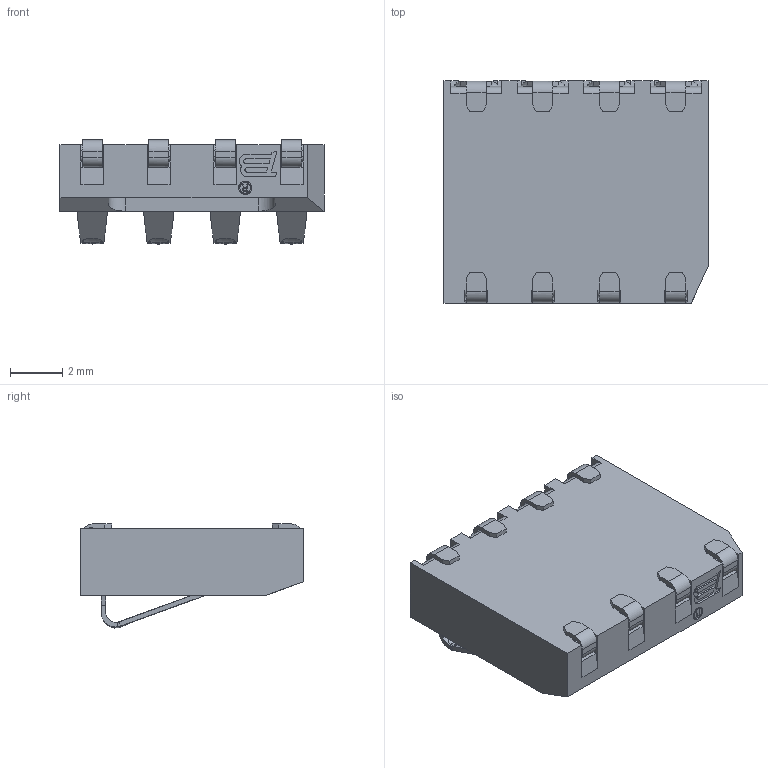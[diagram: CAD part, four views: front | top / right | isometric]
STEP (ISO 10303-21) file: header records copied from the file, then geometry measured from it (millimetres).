
FILE_DESCRIPTION (( 'STEP AP214' ), '1' );
FILE_NAME ('70aaj-4-m0.STEP', '2023-03-01T17:05:31', ( '' ), ( '' ), 'SwSTEP 2.0', 'SolidWorks 2022', '' );
FILE_SCHEMA (( 'AUTOMOTIVE_DESIGN' ));
Length unit declared in the file: inch
Products named in the file (1): 70aaj-4-m0
Bounding box: 10.08 x 8.48 x 3.98 mm (x, y, z)
Volume: 131.2 mm3; surface area: 633.7 mm2
Topology: 1 solids, 1 shells, 685 faces, 1995 edges, 1271 vertices
Faces by surface type: plane 439, cylinder 166, bspline 64, torus 16
Entity records: 28329 total; most frequent: CARTESIAN_POINT 9369, ORIENTED_EDGE 3974, DIRECTION 2860, EDGE_CURVE 1987, VECTOR 1500, LINE 1500, VERTEX_POINT 1271, EDGE_LOOP 692
